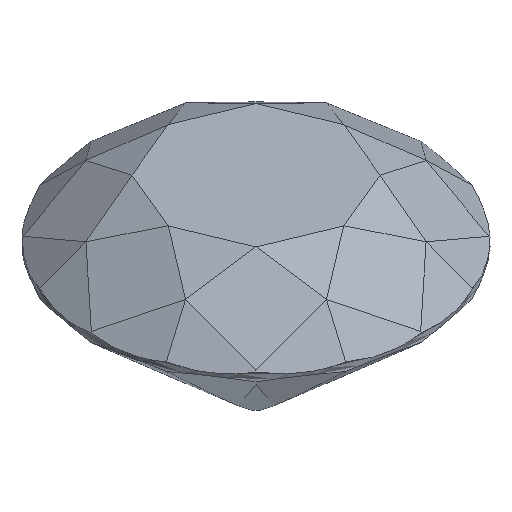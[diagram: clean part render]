
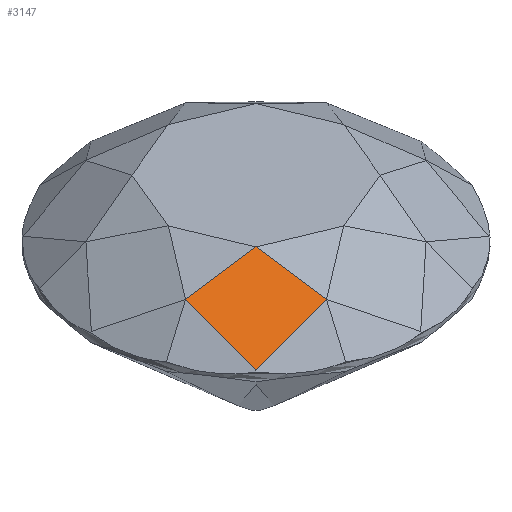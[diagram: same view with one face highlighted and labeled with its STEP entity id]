
A CAD part, isometric view. The second image highlights one B-rep face of the part: STEP entity #3147.
In plain terms, the highlighted planar face has unit normal (-0.401, -0.401, 0.824).
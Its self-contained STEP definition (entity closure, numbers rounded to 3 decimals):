
#800 = PLANE('',#801);
#801 = AXIS2_PLACEMENT_3D('',#802,#803,#804);
#802 = CARTESIAN_POINT('',(-0.232,-0.393,
    -0.131));
#803 = DIRECTION('',(-0.372,-0.557,0.742));
#804 = DIRECTION('',(0.53,0.53,0.663));
#832 = PLANE('',#833);
#833 = AXIS2_PLACEMENT_3D('',#834,#835,#836);
#834 = CARTESIAN_POINT('',(-0.393,-0.232,
    -0.131));
#835 = DIRECTION('',(-0.557,-0.372,0.742));
#836 = DIRECTION('',(-0.53,-0.53,-0.663));
#1548 = VERTEX_POINT('',#1549);
#1549 = CARTESIAN_POINT('',(-0.363,-0.151,
    -0.068));
#1598 = EDGE_CURVE('',#1599,#1548,#1601,.T.);
#1599 = VERTEX_POINT('',#1600);
#1600 = CARTESIAN_POINT('',(-0.352,-0.352,
    -0.16));
#1601 = SURFACE_CURVE('',#1602,(#1606,#1613),.PCURVE_S1.);
#1602 = LINE('',#1603,#1604);
#1603 = CARTESIAN_POINT('',(-0.356,-0.279,
    -0.126));
#1604 = VECTOR('',#1605,1.);
#1605 = DIRECTION('',(-0.053,0.908,0.416)
  );
#1606 = PCURVE('',#832,#1607);
#1607 = DEFINITIONAL_REPRESENTATION('',(#1608),#1612);
#1608 = LINE('',#1609,#1610);
#1609 = CARTESIAN_POINT('',(0.003,0.06));
#1610 = VECTOR('',#1611,1.);
#1611 = DIRECTION('',(-0.728,-0.685));
#1612 = ( GEOMETRIC_REPRESENTATION_CONTEXT(2) 
PARAMETRIC_REPRESENTATION_CONTEXT() REPRESENTATION_CONTEXT('2D SPACE',''
  ) );
#1613 = PCURVE('',#1614,#1619);
#1614 = PLANE('',#1615);
#1615 = AXIS2_PLACEMENT_3D('',#1616,#1617,#1618);
#1616 = CARTESIAN_POINT('',(-0.011,-0.364,
    0.));
#1617 = DIRECTION('',(-0.401,-0.401,0.824));
#1618 = DIRECTION('',(-0.583,-0.583,-0.566));
#1619 = DEFINITIONAL_REPRESENTATION('',(#1620),#1624);
#1620 = LINE('',#1621,#1622);
#1621 = CARTESIAN_POINT('',(0.223,-0.305));
#1622 = VECTOR('',#1623,1.);
#1623 = DIRECTION('',(-0.734,-0.679));
#1624 = ( GEOMETRIC_REPRESENTATION_CONTEXT(2) 
PARAMETRIC_REPRESENTATION_CONTEXT() REPRESENTATION_CONTEXT('2D SPACE',''
  ) );
#1650 = EDGE_CURVE('',#1599,#1651,#1653,.T.);
#1651 = VERTEX_POINT('',#1652);
#1652 = CARTESIAN_POINT('',(-0.151,-0.363,
    -0.068));
#1653 = SURFACE_CURVE('',#1654,(#1658,#1665),.PCURVE_S1.);
#1654 = LINE('',#1655,#1656);
#1655 = CARTESIAN_POINT('',(-0.125,-0.365,
    -0.056));
#1656 = VECTOR('',#1657,1.);
#1657 = DIRECTION('',(0.908,-0.053,0.416)
  );
#1658 = PCURVE('',#800,#1659);
#1659 = DEFINITIONAL_REPRESENTATION('',(#1660),#1664);
#1660 = LINE('',#1661,#1662);
#1661 = CARTESIAN_POINT('',(0.121,-0.056));
#1662 = VECTOR('',#1663,1.);
#1663 = DIRECTION('',(0.728,-0.685));
#1664 = ( GEOMETRIC_REPRESENTATION_CONTEXT(2) 
PARAMETRIC_REPRESENTATION_CONTEXT() REPRESENTATION_CONTEXT('2D SPACE',''
  ) );
#1665 = PCURVE('',#1614,#1666);
#1666 = DEFINITIONAL_REPRESENTATION('',(#1667),#1671);
#1667 = LINE('',#1668,#1669);
#1668 = CARTESIAN_POINT('',(0.099,-0.08));
#1669 = VECTOR('',#1670,1.);
#1670 = DIRECTION('',(-0.734,0.679));
#1671 = ( GEOMETRIC_REPRESENTATION_CONTEXT(2) 
PARAMETRIC_REPRESENTATION_CONTEXT() REPRESENTATION_CONTEXT('2D SPACE',''
  ) );
#2774 = PLANE('',#2775);
#2775 = AXIS2_PLACEMENT_3D('',#2776,#2777,#2778);
#2776 = CARTESIAN_POINT('',(0.,0.,0.));
#2777 = DIRECTION('',(0.,0.,1.));
#2778 = DIRECTION('',(1.,0.,0.));
#3090 = PLANE('',#3091);
#3091 = AXIS2_PLACEMENT_3D('',#3092,#3093,#3094);
#3092 = CARTESIAN_POINT('',(-0.272,-0.113,
    -0.023));
#3093 = DIRECTION('',(-0.383,-0.159,0.91));
#3094 = DIRECTION('',(0.922,0.,0.388));
#3147 = ADVANCED_FACE('',(#3148),#1614,.T.);
#3148 = FACE_BOUND('',#3149,.T.);
#3149 = EDGE_LOOP('',(#3150,#3151,#3152,#3180,#3203));
#3150 = ORIENTED_EDGE('',*,*,#1598,.F.);
#3151 = ORIENTED_EDGE('',*,*,#1650,.T.);
#3152 = ORIENTED_EDGE('',*,*,#3153,.T.);
#3153 = EDGE_CURVE('',#1651,#3154,#3156,.T.);
#3154 = VERTEX_POINT('',#3155);
#3155 = CARTESIAN_POINT('',(-0.187,-0.188,
    0.));
#3156 = SURFACE_CURVE('',#3157,(#3161,#3168),.PCURVE_S1.);
#3157 = LINE('',#3158,#3159);
#3158 = CARTESIAN_POINT('',(-0.159,-0.323,
    -0.052));
#3159 = VECTOR('',#3160,1.);
#3160 = DIRECTION('',(-0.19,0.916,0.353));
#3161 = PCURVE('',#1614,#3162);
#3162 = DEFINITIONAL_REPRESENTATION('',(#3163),#3167);
#3163 = LINE('',#3164,#3165);
#3164 = CARTESIAN_POINT('',(0.092,-0.134));
#3165 = VECTOR('',#3166,1.);
#3166 = DIRECTION('',(-0.623,-0.782));
#3167 = ( GEOMETRIC_REPRESENTATION_CONTEXT(2) 
PARAMETRIC_REPRESENTATION_CONTEXT() REPRESENTATION_CONTEXT('2D SPACE',''
  ) );
#3168 = PCURVE('',#3169,#3174);
#3169 = PLANE('',#3170);
#3170 = AXIS2_PLACEMENT_3D('',#3171,#3172,#3173);
#3171 = CARTESIAN_POINT('',(-0.113,-0.272,
    -0.023));
#3172 = DIRECTION('',(-0.159,-0.383,0.91));
#3173 = DIRECTION('',(0.652,0.652,0.388));
#3174 = DEFINITIONAL_REPRESENTATION('',(#3175),#3179);
#3175 = LINE('',#3176,#3177);
#3176 = CARTESIAN_POINT('',(-0.075,-0.003));
#3177 = VECTOR('',#3178,1.);
#3178 = DIRECTION('',(0.61,0.792));
#3179 = ( GEOMETRIC_REPRESENTATION_CONTEXT(2) 
PARAMETRIC_REPRESENTATION_CONTEXT() REPRESENTATION_CONTEXT('2D SPACE',''
  ) );
#3180 = ORIENTED_EDGE('',*,*,#3181,.T.);
#3181 = EDGE_CURVE('',#3154,#3182,#3184,.T.);
#3182 = VERTEX_POINT('',#3183);
#3183 = CARTESIAN_POINT('',(-0.188,-0.187,
    0.));
#3184 = SURFACE_CURVE('',#3185,(#3189,#3196),.PCURVE_S1.);
#3185 = LINE('',#3186,#3187);
#3186 = CARTESIAN_POINT('',(-0.011,-0.364,
    0.));
#3187 = VECTOR('',#3188,1.);
#3188 = DIRECTION('',(-0.707,0.707,0.
    ));
#3189 = PCURVE('',#1614,#3190);
#3190 = DEFINITIONAL_REPRESENTATION('',(#3191),#3195);
#3191 = LINE('',#3192,#3193);
#3192 = CARTESIAN_POINT('',(-0.,0.));
#3193 = VECTOR('',#3194,1.);
#3194 = DIRECTION('',(0.,-1.));
#3195 = ( GEOMETRIC_REPRESENTATION_CONTEXT(2) 
PARAMETRIC_REPRESENTATION_CONTEXT() REPRESENTATION_CONTEXT('2D SPACE',''
  ) );
#3196 = PCURVE('',#2774,#3197);
#3197 = DEFINITIONAL_REPRESENTATION('',(#3198),#3202);
#3198 = LINE('',#3199,#3200);
#3199 = CARTESIAN_POINT('',(-0.011,-0.364));
#3200 = VECTOR('',#3201,1.);
#3201 = DIRECTION('',(-0.707,0.707));
#3202 = ( GEOMETRIC_REPRESENTATION_CONTEXT(2) 
PARAMETRIC_REPRESENTATION_CONTEXT() REPRESENTATION_CONTEXT('2D SPACE',''
  ) );
#3203 = ORIENTED_EDGE('',*,*,#3204,.T.);
#3204 = EDGE_CURVE('',#3182,#1548,#3205,.T.);
#3205 = SURFACE_CURVE('',#3206,(#3210,#3217),.PCURVE_S1.);
#3206 = LINE('',#3207,#3208);
#3207 = CARTESIAN_POINT('',(-0.144,-0.196,
    0.017));
#3208 = VECTOR('',#3209,1.);
#3209 = DIRECTION('',(-0.916,0.19,-0.353));
#3210 = PCURVE('',#1614,#3211);
#3211 = DEFINITIONAL_REPRESENTATION('',(#3212),#3216);
#3212 = LINE('',#3213,#3214);
#3213 = CARTESIAN_POINT('',(-0.03,-0.213));
#3214 = VECTOR('',#3215,1.);
#3215 = DIRECTION('',(0.623,-0.782));
#3216 = ( GEOMETRIC_REPRESENTATION_CONTEXT(2) 
PARAMETRIC_REPRESENTATION_CONTEXT() REPRESENTATION_CONTEXT('2D SPACE',''
  ) );
#3217 = PCURVE('',#3090,#3218);
#3218 = DEFINITIONAL_REPRESENTATION('',(#3219),#3223);
#3219 = LINE('',#3220,#3221);
#3220 = CARTESIAN_POINT('',(0.134,-0.085));
#3221 = VECTOR('',#3222,1.);
#3222 = DIRECTION('',(-0.981,0.192));
#3223 = ( GEOMETRIC_REPRESENTATION_CONTEXT(2) 
PARAMETRIC_REPRESENTATION_CONTEXT() REPRESENTATION_CONTEXT('2D SPACE',''
  ) );
